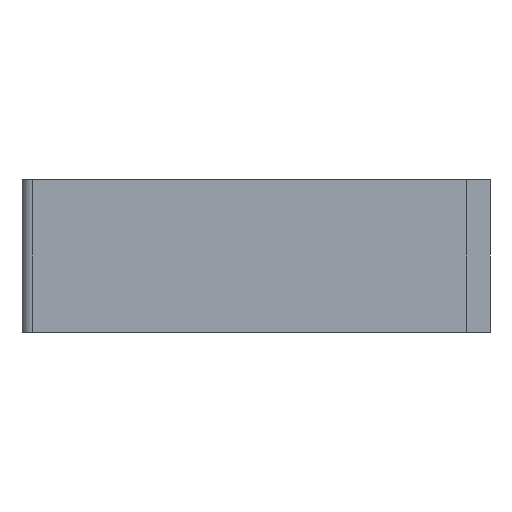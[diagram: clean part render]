
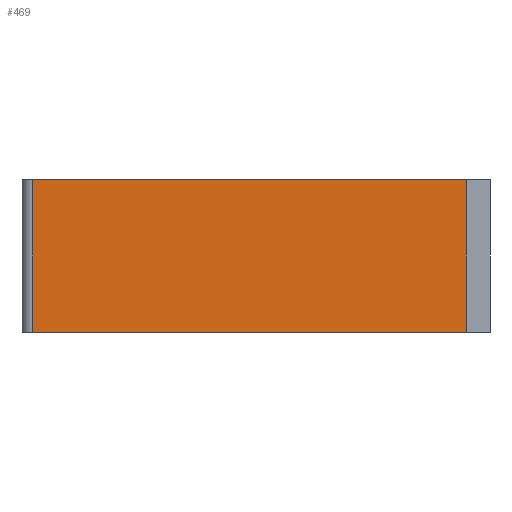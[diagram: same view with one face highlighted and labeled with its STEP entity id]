
A CAD part, left-side view. The second image highlights one B-rep face of the part: STEP entity #469.
In plain terms, the highlighted planar face has unit normal (-1, 0, 0).
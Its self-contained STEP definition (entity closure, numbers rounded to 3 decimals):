
#1 = DIRECTION ( 'NONE',  ( 0., -1., 0. ) ) ;
#42 = ORIENTED_EDGE ( 'NONE', *, *, #318, .F. ) ;
#49 = CARTESIAN_POINT ( 'NONE',  ( 0., -30.227, 15. ) ) ;
#54 = CARTESIAN_POINT ( 'NONE',  ( 0., 12.5, 0. ) ) ;
#62 = CARTESIAN_POINT ( 'NONE',  ( 0., 12.5, 15. ) ) ;
#63 = DIRECTION ( 'NONE',  ( 0., 0., -1. ) ) ;
#76 = ORIENTED_EDGE ( 'NONE', *, *, #382, .T. ) ;
#84 = CARTESIAN_POINT ( 'NONE',  ( 0., 8.773, 15. ) ) ;
#93 = CARTESIAN_POINT ( 'NONE',  ( 0., 8.773, 0. ) ) ;
#96 = VECTOR ( 'NONE', #1, 1000. ) ;
#102 = LINE ( 'NONE', #93, #96 ) ;
#104 = LINE ( 'NONE', #217, #369 ) ;
#107 = CARTESIAN_POINT ( 'NONE',  ( 0., -30.227, 15. ) ) ;
#116 = VERTEX_POINT ( 'NONE', #49 ) ;
#117 = VERTEX_POINT ( 'NONE', #54 ) ;
#120 = DIRECTION ( 'NONE',  ( 1., 0., 0. ) ) ;
#169 = DIRECTION ( 'NONE',  ( 0., 1., 0. ) ) ;
#180 = EDGE_LOOP ( 'NONE', ( #42, #265, #76, #333 ) ) ;
#217 = CARTESIAN_POINT ( 'NONE',  ( 0., 12.5, 15. ) ) ;
#226 = EDGE_CURVE ( 'NONE', #116, #352, #300, .T. ) ;
#227 = FACE_OUTER_BOUND ( 'NONE', #180, .T. ) ;
#239 = AXIS2_PLACEMENT_3D ( 'NONE', #84, #120, #169 ) ;
#244 = VERTEX_POINT ( 'NONE', #62 ) ;
#264 = PLANE ( 'NONE',  #239 ) ;
#265 = ORIENTED_EDGE ( 'NONE', *, *, #447, .T. ) ;
#273 = CARTESIAN_POINT ( 'NONE',  ( 0., -30.227, 0. ) ) ;
#275 = DIRECTION ( 'NONE',  ( 0., -1., 0. ) ) ;
#300 = LINE ( 'NONE', #107, #568 ) ;
#318 = EDGE_CURVE ( 'NONE', #244, #116, #320, .T. ) ;
#320 = LINE ( 'NONE', #495, #423 ) ;
#333 = ORIENTED_EDGE ( 'NONE', *, *, #226, .F. ) ;
#352 = VERTEX_POINT ( 'NONE', #273 ) ;
#369 = VECTOR ( 'NONE', #535, 1000. ) ;
#382 = EDGE_CURVE ( 'NONE', #117, #352, #102, .T. ) ;
#423 = VECTOR ( 'NONE', #275, 1000. ) ;
#447 = EDGE_CURVE ( 'NONE', #244, #117, #104, .T. ) ;
#469 = ADVANCED_FACE ( 'NONE', ( #227 ), #264, .F. ) ;
#495 = CARTESIAN_POINT ( 'NONE',  ( 0., 8.773, 15. ) ) ;
#535 = DIRECTION ( 'NONE',  ( 0., 0., -1. ) ) ;
#568 = VECTOR ( 'NONE', #63, 1000. ) ;
